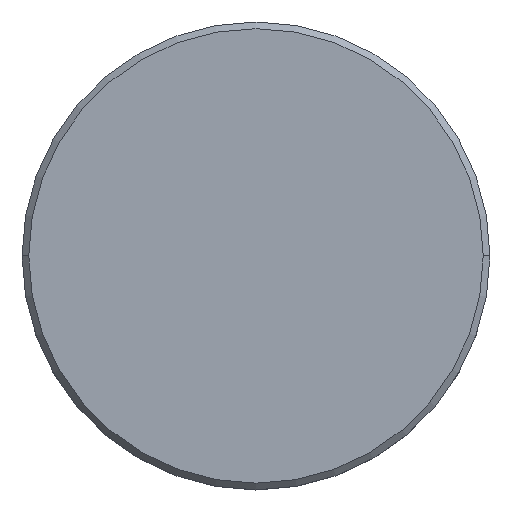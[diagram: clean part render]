
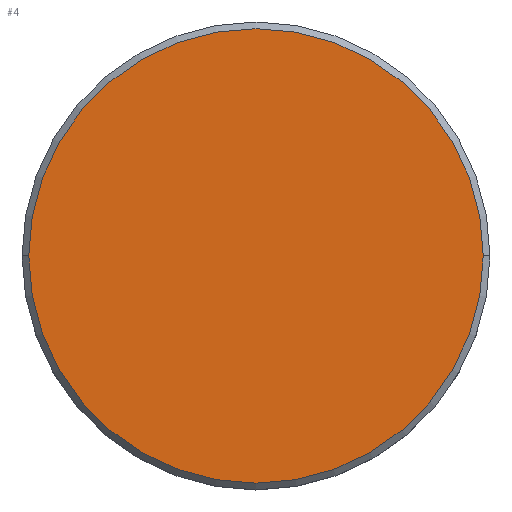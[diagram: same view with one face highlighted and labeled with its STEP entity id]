
A CAD part, top view. The second image highlights one B-rep face of the part: STEP entity #4.
In plain terms, the highlighted planar face has unit normal (0, 0, 1).
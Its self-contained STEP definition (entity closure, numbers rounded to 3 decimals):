
#4 = ADVANCED_FACE ( 'NONE', ( #976 ), #1055, .T. ) ;
#35 = CIRCLE ( 'NONE', #547, 17. ) ;
#46 = DIRECTION ( 'NONE',  ( 0., 0., 1. ) ) ;
#112 = VERTEX_POINT ( 'NONE', #732 ) ;
#117 = CARTESIAN_POINT ( 'NONE',  ( 0., 0., 0. ) ) ;
#221 = AXIS2_PLACEMENT_3D ( 'NONE', #336, #46, #597 ) ;
#229 = ORIENTED_EDGE ( 'NONE', *, *, #1004, .T. ) ;
#336 = CARTESIAN_POINT ( 'NONE',  ( 0., 0., 0. ) ) ;
#416 = AXIS2_PLACEMENT_3D ( 'NONE', #1072, #920, #644 ) ;
#482 = DIRECTION ( 'NONE',  ( 0., 0., 1. ) ) ;
#547 = AXIS2_PLACEMENT_3D ( 'NONE', #117, #482, #772 ) ;
#556 = EDGE_LOOP ( 'NONE', ( #229, #759 ) ) ;
#588 = EDGE_CURVE ( 'NONE', #112, #648, #35, .T. ) ;
#597 = DIRECTION ( 'NONE',  ( 1., 0., 0. ) ) ;
#644 = DIRECTION ( 'NONE',  ( 1., 0., 0. ) ) ;
#648 = VERTEX_POINT ( 'NONE', #944 ) ;
#732 = CARTESIAN_POINT ( 'NONE',  ( 17., 0., 0. ) ) ;
#759 = ORIENTED_EDGE ( 'NONE', *, *, #588, .T. ) ;
#772 = DIRECTION ( 'NONE',  ( 1., 0., 0. ) ) ;
#920 = DIRECTION ( 'NONE',  ( 0., 0., 1. ) ) ;
#944 = CARTESIAN_POINT ( 'NONE',  ( -17., 0., 0. ) ) ;
#976 = FACE_OUTER_BOUND ( 'NONE', #556, .T. ) ;
#1004 = EDGE_CURVE ( 'NONE', #648, #112, #1027, .T. ) ;
#1027 = CIRCLE ( 'NONE', #416, 17. ) ;
#1055 = PLANE ( 'NONE',  #221 ) ;
#1072 = CARTESIAN_POINT ( 'NONE',  ( 0., 0., 0. ) ) ;
